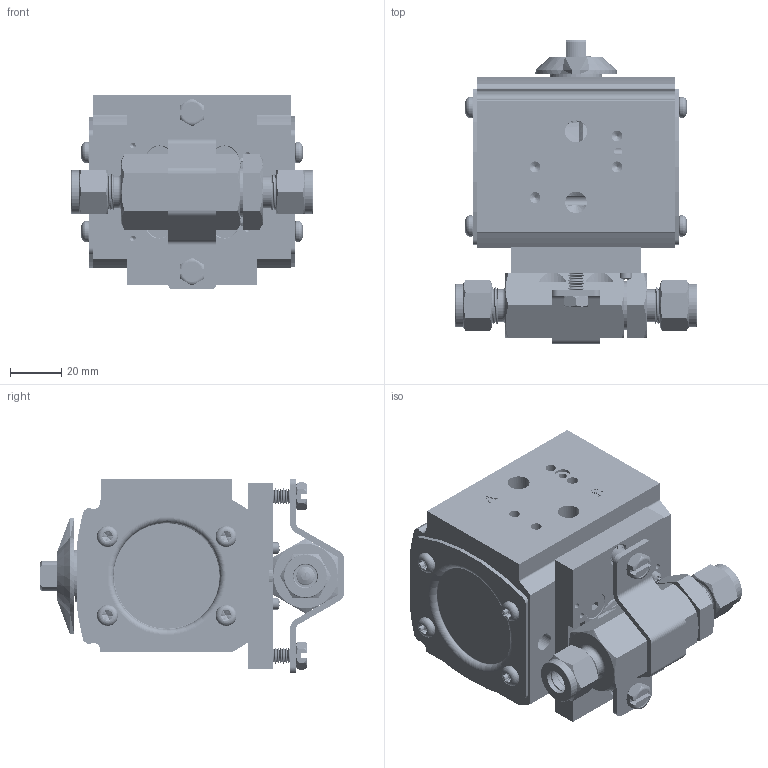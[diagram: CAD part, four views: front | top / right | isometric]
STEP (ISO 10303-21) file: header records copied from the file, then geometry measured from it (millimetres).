
FILE_DESCRIPTION (( 'STEP AP203' ), '1' );
FILE_NAME ('8204XXC6A512D.step', '2018-08-30T12:57:54', ( '' ), ( '' ), 'SwSTEP 2.0', 'SolidWorks 2018', '' );
FILE_SCHEMA (( 'CONFIG_CONTROL_DESIGN' ));
Products named in the file (1): 8204XXC6A512D
Bounding box: 94.45 x 118.74 x 76.22 mm (x, y, z)
Volume: 311147 mm3; surface area: 123832.1 mm2
Topology: 46 solids, 46 shells, 2993 faces, 7752 edges, 4817 vertices
Faces by surface type: cylinder 1363, cone 830, plane 578, torus 112, bspline 104, sphere 6
Entity records: 121280 total; most frequent: CARTESIAN_POINT 51669, ORIENTED_EDGE 15216, DIRECTION 14389, EDGE_CURVE 7608, AXIS2_PLACEMENT_3D 5688, VERTEX_POINT 4813, EDGE_LOOP 3191, VECTOR 3013
